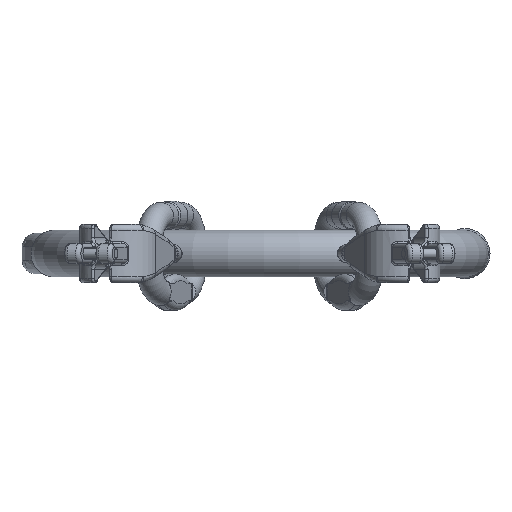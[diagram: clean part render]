
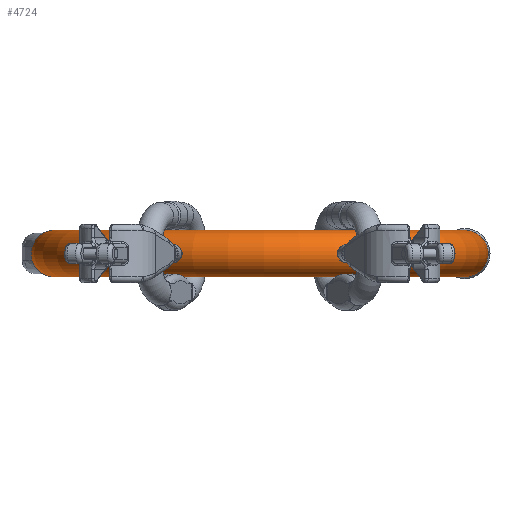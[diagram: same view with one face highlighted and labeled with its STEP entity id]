
A CAD part, front view. The second image highlights one B-rep face of the part: STEP entity #4724.
In plain terms, the highlighted toroidal (fillet/blend) face has major radius 101.5 mm and minor radius 11.5 mm.
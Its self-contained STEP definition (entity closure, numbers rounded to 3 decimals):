
#4724=ADVANCED_FACE('',(#6523,#6524),#5255,.T.);
#5255=TOROIDAL_SURFACE('',#18298,101.5,11.5);
#6523=FACE_BOUND('',#7144,.T.);
#6524=FACE_BOUND('',#7145,.T.);
#7144=EDGE_LOOP('',(#10400));
#7145=EDGE_LOOP('',(#10401));
#10400=ORIENTED_EDGE('',*,*,#15792,.T.);
#10401=ORIENTED_EDGE('',*,*,#15811,.F.);
#13677=VERTEX_POINT('',#30764);
#13696=VERTEX_POINT('',#30901);
#15792=EDGE_CURVE('',#13677,#13677,#17321,.T.);
#15811=EDGE_CURVE('',#13696,#13696,#17322,.T.);
#17321=CIRCLE('',#18284,11.5);
#17322=CIRCLE('',#18290,11.5);
#18284=AXIS2_PLACEMENT_3D('',#30763,#20869,#20870);
#18290=AXIS2_PLACEMENT_3D('',#30900,#20885,#20886);
#18298=AXIS2_PLACEMENT_3D('',#30913,#20901,#20902);
#20869=DIRECTION('',(0.,-1.,0.));
#20870=DIRECTION('',(1.,0.,0.));
#20885=DIRECTION('',(0.,1.,0.));
#20886=DIRECTION('',(-1.,0.,0.));
#20901=DIRECTION('',(0.,0.,1.));
#20902=DIRECTION('',(1.,0.,0.));
#30763=CARTESIAN_POINT('',(-101.5,-80.,0.));
#30764=CARTESIAN_POINT('',(-90.,-80.,0.));
#30900=CARTESIAN_POINT('',(101.5,-80.,0.));
#30901=CARTESIAN_POINT('',(90.,-80.,0.));
#30913=CARTESIAN_POINT('',(0.,-80.,0.));
